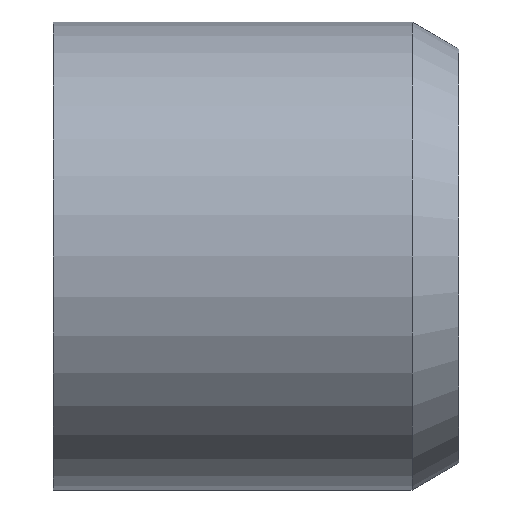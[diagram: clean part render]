
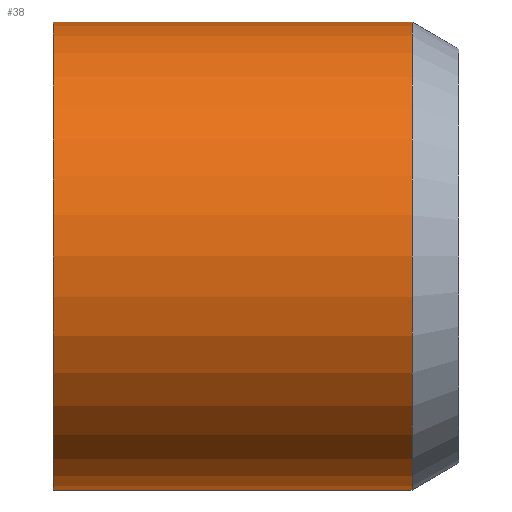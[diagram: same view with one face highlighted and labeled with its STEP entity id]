
A CAD part, left-side view. The second image highlights one B-rep face of the part: STEP entity #38.
In plain terms, the highlighted cylindrical face has radius 15 mm (diameter 30 mm), a full revolution.
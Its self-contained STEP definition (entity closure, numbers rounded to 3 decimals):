
#38 = ADVANCED_FACE( '', ( #75, #76 ), #77, .T. );
#75 = FACE_OUTER_BOUND( '', #106, .T. );
#76 = FACE_OUTER_BOUND( '', #107, .T. );
#77 = CYLINDRICAL_SURFACE( '', #108, 15. );
#106 = EDGE_LOOP( '', ( #139 ) );
#107 = EDGE_LOOP( '', ( #140 ) );
#108 = AXIS2_PLACEMENT_3D( '', #141, #142, #143 );
#139 = ORIENTED_EDGE( '', *, *, #152, .T. );
#140 = ORIENTED_EDGE( '', *, *, #154, .F. );
#141 = CARTESIAN_POINT( '', ( 0., 0., 0. ) );
#142 = DIRECTION( '', ( 0., 1., 0. ) );
#143 = DIRECTION( '', ( 0., 0., -1. ) );
#152 = EDGE_CURVE( '', #165, #165, #166, .T. );
#154 = EDGE_CURVE( '', #168, #168, #169, .T. );
#165 = VERTEX_POINT( '', #183 );
#166 = CIRCLE( '', #184, 15. );
#168 = VERTEX_POINT( '', #186 );
#169 = CIRCLE( '', #187, 15. );
#183 = CARTESIAN_POINT( '', ( 0., 26., -15. ) );
#184 = AXIS2_PLACEMENT_3D( '', #201, #202, #203 );
#186 = CARTESIAN_POINT( '', ( 0., 3., -15. ) );
#187 = AXIS2_PLACEMENT_3D( '', #204, #205, #206 );
#201 = CARTESIAN_POINT( '', ( 0., 26., 0. ) );
#202 = DIRECTION( '', ( 0., -1., 0. ) );
#203 = DIRECTION( '', ( 0., 0., -1. ) );
#204 = CARTESIAN_POINT( '', ( 0., 3., 0. ) );
#205 = DIRECTION( '', ( 0., -1., 0. ) );
#206 = DIRECTION( '', ( 0., 0., -1. ) );
